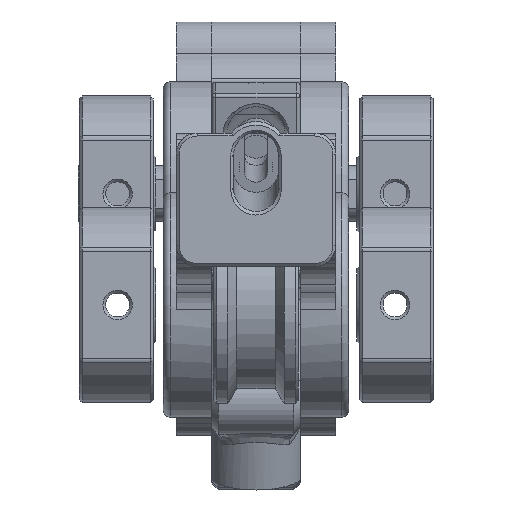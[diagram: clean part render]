
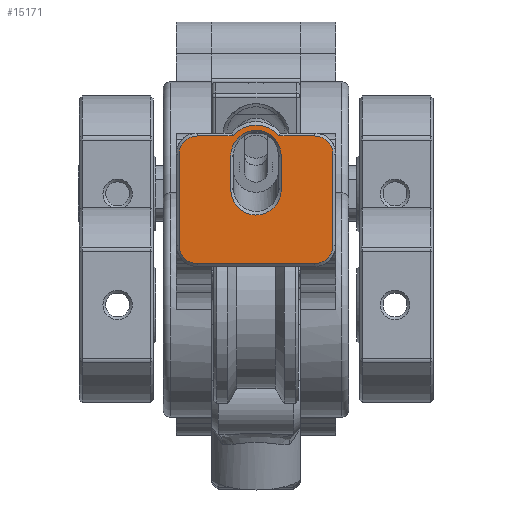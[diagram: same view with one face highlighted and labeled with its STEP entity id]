
A CAD part, front view. The second image highlights one B-rep face of the part: STEP entity #15171.
In plain terms, the highlighted face is planar.
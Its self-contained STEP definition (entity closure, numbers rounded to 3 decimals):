
#628=FACE_BOUND('',#3608,.T.);
#944=B_SPLINE_CURVE_WITH_KNOTS('',3,(#30794,#30795,#30796,#30797,#30798,
#30799),.UNSPECIFIED.,.F.,.F.,(4,1,1,4),(-0.864,-0.123,
0.37,0.864),.UNSPECIFIED.);
#946=B_SPLINE_CURVE_WITH_KNOTS('',3,(#30826,#30827,#30828,#30829,#30830,
#30831,#30832),.UNSPECIFIED.,.F.,.F.,(4,1,1,1,4),(-4.712,-3.815,
-2.917,-2.02,-1.571),.UNSPECIFIED.);
#947=B_SPLINE_CURVE_WITH_KNOTS('',3,(#30840,#30841,#30842,#30843,#30844,
#30845,#30846),.UNSPECIFIED.,.F.,.F.,(4,1,1,1,4),(-1.539,-0.66,
0.22,1.1,1.539),.UNSPECIFIED.);
#984=ELLIPSE('',#16830,3.231,2.736);
#985=ELLIPSE('',#16831,3.231,2.736);
#1679=CIRCLE('',#16826,2.6);
#1680=CIRCLE('',#16827,2.6);
#1681=CIRCLE('',#16828,2.6);
#1682=CIRCLE('',#16829,2.6);
#2642=FACE_OUTER_BOUND('',#3607,.T.);
#3607=EDGE_LOOP('',(#13226,#13227,#13228,#13229,#13230,#13231,#13232,#13233,
#13234,#13235));
#3608=EDGE_LOOP('',(#13236,#13237,#13238,#13239,#13240,#13241,#13242,#13243));
#4596=LINE('',#30808,#5682);
#4597=LINE('',#30810,#5683);
#4598=LINE('',#30814,#5684);
#4599=LINE('',#30818,#5685);
#4600=LINE('',#30822,#5686);
#4601=LINE('',#30834,#5687);
#4602=LINE('',#30836,#5688);
#4603=LINE('',#30850,#5689);
#4604=LINE('',#30851,#5690);
#5682=VECTOR('',#20622,10.);
#5683=VECTOR('',#20623,10.);
#5684=VECTOR('',#20626,10.);
#5685=VECTOR('',#20629,10.);
#5686=VECTOR('',#20632,10.);
#5687=VECTOR('',#20635,10.);
#5688=VECTOR('',#20636,10.);
#5689=VECTOR('',#20641,10.);
#5690=VECTOR('',#20642,10.);
#7124=VERTEX_POINT('',#30786);
#7125=VERTEX_POINT('',#30793);
#7126=VERTEX_POINT('',#30807);
#7127=VERTEX_POINT('',#30809);
#7128=VERTEX_POINT('',#30811);
#7129=VERTEX_POINT('',#30813);
#7130=VERTEX_POINT('',#30815);
#7131=VERTEX_POINT('',#30817);
#7132=VERTEX_POINT('',#30819);
#7133=VERTEX_POINT('',#30821);
#7134=VERTEX_POINT('',#30824);
#7135=VERTEX_POINT('',#30825);
#7136=VERTEX_POINT('',#30833);
#7137=VERTEX_POINT('',#30835);
#7138=VERTEX_POINT('',#30837);
#7139=VERTEX_POINT('',#30839);
#7140=VERTEX_POINT('',#30847);
#7141=VERTEX_POINT('',#30849);
#9198=EDGE_CURVE('',#7124,#7125,#944,.T.);
#9200=EDGE_CURVE('',#7125,#7126,#4596,.T.);
#9201=EDGE_CURVE('',#7127,#7124,#4597,.T.);
#9202=EDGE_CURVE('',#7128,#7127,#1679,.T.);
#9203=EDGE_CURVE('',#7129,#7128,#4598,.T.);
#9204=EDGE_CURVE('',#7130,#7129,#1680,.T.);
#9205=EDGE_CURVE('',#7131,#7130,#4599,.T.);
#9206=EDGE_CURVE('',#7132,#7131,#1681,.T.);
#9207=EDGE_CURVE('',#7133,#7132,#4600,.T.);
#9208=EDGE_CURVE('',#7126,#7133,#1682,.T.);
#9209=EDGE_CURVE('',#7134,#7135,#946,.T.);
#9210=EDGE_CURVE('',#7136,#7134,#4601,.T.);
#9211=EDGE_CURVE('',#7137,#7136,#4602,.T.);
#9212=EDGE_CURVE('',#7138,#7137,#984,.T.);
#9213=EDGE_CURVE('',#7139,#7138,#947,.T.);
#9214=EDGE_CURVE('',#7140,#7139,#985,.T.);
#9215=EDGE_CURVE('',#7141,#7140,#4603,.T.);
#9216=EDGE_CURVE('',#7135,#7141,#4604,.T.);
#13226=ORIENTED_EDGE('',*,*,#9200,.F.);
#13227=ORIENTED_EDGE('',*,*,#9198,.F.);
#13228=ORIENTED_EDGE('',*,*,#9201,.F.);
#13229=ORIENTED_EDGE('',*,*,#9202,.F.);
#13230=ORIENTED_EDGE('',*,*,#9203,.F.);
#13231=ORIENTED_EDGE('',*,*,#9204,.F.);
#13232=ORIENTED_EDGE('',*,*,#9205,.F.);
#13233=ORIENTED_EDGE('',*,*,#9206,.F.);
#13234=ORIENTED_EDGE('',*,*,#9207,.F.);
#13235=ORIENTED_EDGE('',*,*,#9208,.F.);
#13236=ORIENTED_EDGE('',*,*,#9209,.F.);
#13237=ORIENTED_EDGE('',*,*,#9210,.F.);
#13238=ORIENTED_EDGE('',*,*,#9211,.F.);
#13239=ORIENTED_EDGE('',*,*,#9212,.F.);
#13240=ORIENTED_EDGE('',*,*,#9213,.F.);
#13241=ORIENTED_EDGE('',*,*,#9214,.F.);
#13242=ORIENTED_EDGE('',*,*,#9215,.F.);
#13243=ORIENTED_EDGE('',*,*,#9216,.F.);
#14377=PLANE('',#16825);
#15171=ADVANCED_FACE('',(#2642,#628),#14377,.T.);
#16825=AXIS2_PLACEMENT_3D('',#30806,#20620,#20621);
#16826=AXIS2_PLACEMENT_3D('',#30812,#20624,#20625);
#16827=AXIS2_PLACEMENT_3D('',#30816,#20627,#20628);
#16828=AXIS2_PLACEMENT_3D('',#30820,#20630,#20631);
#16829=AXIS2_PLACEMENT_3D('',#30823,#20633,#20634);
#16830=AXIS2_PLACEMENT_3D('',#30838,#20637,#20638);
#16831=AXIS2_PLACEMENT_3D('',#30848,#20639,#20640);
#20620=DIRECTION('center_axis',(0.,-1.,0.));
#20621=DIRECTION('ref_axis',(1.,0.,0.));
#20622=DIRECTION('',(1.,0.,0.));
#20623=DIRECTION('',(1.,0.,0.));
#20624=DIRECTION('center_axis',(0.,1.,0.));
#20625=DIRECTION('ref_axis',(-1.,0.,0.));
#20626=DIRECTION('',(0.,0.,1.));
#20627=DIRECTION('center_axis',(0.,1.,0.));
#20628=DIRECTION('ref_axis',(-1.,0.,0.));
#20629=DIRECTION('',(-1.,0.,0.));
#20630=DIRECTION('center_axis',(0.,1.,0.));
#20631=DIRECTION('ref_axis',(0.,0.,
-1.));
#20632=DIRECTION('',(0.,0.,-1.));
#20633=DIRECTION('center_axis',(0.,1.,0.));
#20634=DIRECTION('ref_axis',(0.,0.,
1.));
#20635=DIRECTION('',(0.,0.,-1.));
#20636=DIRECTION('',(0.,0.,-1.));
#20637=DIRECTION('center_axis',(0.,-1.,0.));
#20638=DIRECTION('ref_axis',(0.013,0.,1.));
#20639=DIRECTION('center_axis',(0.,-1.,0.));
#20640=DIRECTION('ref_axis',(-0.013,0.,1.));
#20641=DIRECTION('',(0.,0.,1.));
#20642=DIRECTION('',(0.,0.,1.));
#30786=CARTESIAN_POINT('',(-462.89,12.789,62.1));
#30793=CARTESIAN_POINT('',(-456.36,12.789,62.1));
#30794=CARTESIAN_POINT('Ctrl Pts',(-462.89,12.789,62.1));
#30795=CARTESIAN_POINT('Ctrl Pts',(-462.199,12.789,62.936));
#30796=CARTESIAN_POINT('Ctrl Pts',(-460.536,12.789,63.853));
#30797=CARTESIAN_POINT('Ctrl Pts',(-458.009,12.789,63.525));
#30798=CARTESIAN_POINT('Ctrl Pts',(-456.821,12.789,62.657));
#30799=CARTESIAN_POINT('Ctrl Pts',(-456.36,12.789,62.1));
#30806=CARTESIAN_POINT('Origin',(-459.625,12.789,55.));
#30807=CARTESIAN_POINT('',(-451.25,12.789,62.1));
#30808=CARTESIAN_POINT('',(-562.738,12.789,62.1));
#30809=CARTESIAN_POINT('',(-468.,12.789,62.1));
#30810=CARTESIAN_POINT('',(-562.738,12.789,62.1));
#30811=CARTESIAN_POINT('',(-470.6,12.789,59.5));
#30812=CARTESIAN_POINT('Origin',(-468.,12.789,59.5));
#30813=CARTESIAN_POINT('',(-470.6,12.789,46.5));
#30814=CARTESIAN_POINT('',(-470.6,12.789,50.629));
#30815=CARTESIAN_POINT('',(-468.,12.789,43.9));
#30816=CARTESIAN_POINT('Origin',(-468.,12.789,46.5));
#30817=CARTESIAN_POINT('',(-451.25,12.789,43.9));
#30818=CARTESIAN_POINT('',(-562.738,12.789,43.9));
#30819=CARTESIAN_POINT('',(-448.65,12.789,46.5));
#30820=CARTESIAN_POINT('Origin',(-451.25,12.789,46.5));
#30821=CARTESIAN_POINT('',(-448.65,12.789,59.5));
#30822=CARTESIAN_POINT('',(-448.65,12.789,50.629));
#30823=CARTESIAN_POINT('Origin',(-451.25,12.789,59.5));
#30824=CARTESIAN_POINT('',(-463.225,12.789,54.53));
#30825=CARTESIAN_POINT('',(-456.025,12.789,54.53));
#30826=CARTESIAN_POINT('Ctrl Pts',(-463.225,12.789,54.53));
#30827=CARTESIAN_POINT('Ctrl Pts',(-463.225,12.789,53.425));
#30828=CARTESIAN_POINT('Ctrl Pts',(-462.201,12.789,51.22));
#30829=CARTESIAN_POINT('Ctrl Pts',(-458.699,12.789,50.389));
#30830=CARTESIAN_POINT('Ctrl Pts',(-456.376,12.789,52.313));
#30831=CARTESIAN_POINT('Ctrl Pts',(-456.025,12.789,53.978));
#30832=CARTESIAN_POINT('Ctrl Pts',(-456.025,12.789,54.53));
#30833=CARTESIAN_POINT('',(-463.225,12.789,54.634));
#30834=CARTESIAN_POINT('',(-463.225,12.789,54.634));
#30835=CARTESIAN_POINT('',(-463.225,12.789,59.2));
#30836=CARTESIAN_POINT('',(-463.225,12.789,55.547));
#30837=CARTESIAN_POINT('',(-463.223,12.789,59.317));
#30838=CARTESIAN_POINT('Origin',(-460.489,12.789,59.214));
#30839=CARTESIAN_POINT('',(-456.027,12.789,59.317));
#30840=CARTESIAN_POINT('Ctrl Pts',(-456.027,12.789,59.317));
#30841=CARTESIAN_POINT('Ctrl Pts',(-456.06,12.789,60.399));
#30842=CARTESIAN_POINT('Ctrl Pts',(-457.106,12.789,62.528));
#30843=CARTESIAN_POINT('Ctrl Pts',(-460.528,12.789,63.323));
#30844=CARTESIAN_POINT('Ctrl Pts',(-462.82,12.789,61.477));
#30845=CARTESIAN_POINT('Ctrl Pts',(-463.207,12.789,59.858));
#30846=CARTESIAN_POINT('Ctrl Pts',(-463.223,12.789,59.317));
#30847=CARTESIAN_POINT('',(-456.025,12.789,59.2));
#30848=CARTESIAN_POINT('Origin',(-458.761,12.789,59.214));
#30849=CARTESIAN_POINT('',(-456.025,12.789,54.634));
#30850=CARTESIAN_POINT('',(-456.025,12.789,55.547));
#30851=CARTESIAN_POINT('',(-456.025,12.789,54.53));
